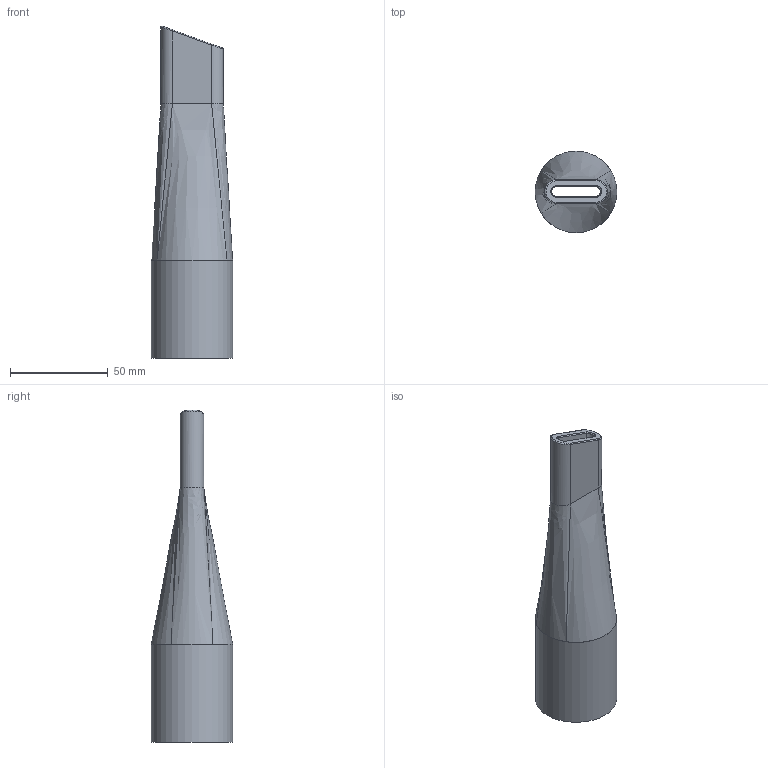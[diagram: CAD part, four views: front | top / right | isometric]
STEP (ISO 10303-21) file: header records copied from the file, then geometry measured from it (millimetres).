
FILE_DESCRIPTION(/* description */ (''),/* implementation_level */ '2;1');
FILE_NAME(/* name */ 'nozzle-v3.stp',/* time_stamp */ '2025-05-15T12:03:50+02:00',/* author */ ('Bartosz'),/* organization */ (''),/* preprocessor_version */ 'ST-DEVELOPER v18.1',/* originating_system */ 'Autodesk Inventor 2021',/* authorisation */ '');
FILE_SCHEMA (('AUTOMOTIVE_DESIGN { 1 0 10303 214 3 1 1 }'));
Length unit declared in the file: millimetre
Products named in the file (1): nozzle-v3
Bounding box: 41.65 x 41.65 x 169.78 mm (x, y, z)
Volume: 54361.4 mm3; surface area: 33047.9 mm2
Topology: 3 solids, 3 shells, 32 faces, 80 edges, 60 vertices
Faces by surface type: bspline 12, plane 10, cylinder 10
Full cylindrical faces by diameter (mm): 34.65 x1, 41.65 x1
Entity records: 1508 total; most frequent: CARTESIAN_POINT 723, ORIENTED_EDGE 148, DIRECTION 142, EDGE_CURVE 74, AXIS2_PLACEMENT_3D 55, VERTEX_POINT 48, EDGE_LOOP 38, LINE 32
